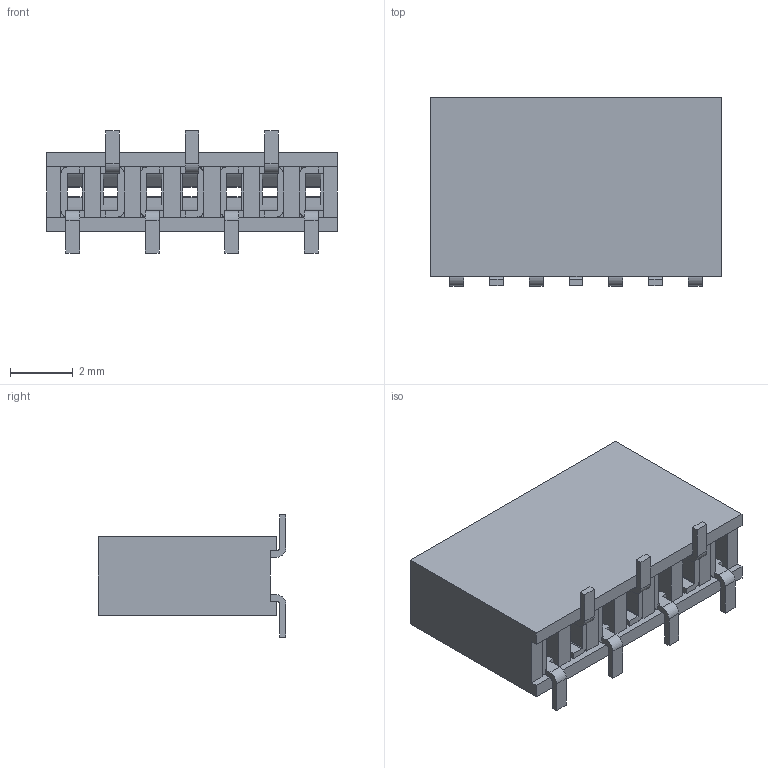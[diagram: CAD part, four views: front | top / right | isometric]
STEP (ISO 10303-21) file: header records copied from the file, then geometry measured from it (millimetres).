
FILE_DESCRIPTION((''),'2;1');
FILE_NAME('M52-505_ASM','2011-08-18T',('wbourne'),(''),'PRO/ENGINEER BY PARAMETRIC TECHNOLOGY CORPORATION, 2010280','PRO/ENGINEER BY PARAMETRIC TECHNOLOGY CORPORATION, 2010280','');
FILE_SCHEMA(('CONFIG_CONTROL_DESIGN','SHAPE_APPEARANCE_LAYERS_GROUPS'));
Length unit declared in the file: millimetre
Products named in the file (3): M52-505_MOULD; M52-505_CONTACT; M52-505_ASM
Assembly tree (8 placements, depth 2):
  M52-505_ASM
    M52-505_MOULD
    M52-505_CONTACT  x7
Bounding box: 9.29 x 6 x 3.9 mm (x, y, z)
Volume: 96.3 mm3; surface area: 514 mm2
Topology: 8 solids, 8 shells, 597 faces, 1680 edges, 1099 vertices
Faces by surface type: plane 464, cylinder 133
Entity records: 6886 total; most frequent: CARTESIAN_POINT 951, ORIENTED_EDGE 936, DIRECTION 871, PRESENTATION_STYLE_ASSIGNMENT 470, STYLED_ITEM 470, CURVE_STYLE 468, EDGE_CURVE 468, VECTOR 429
